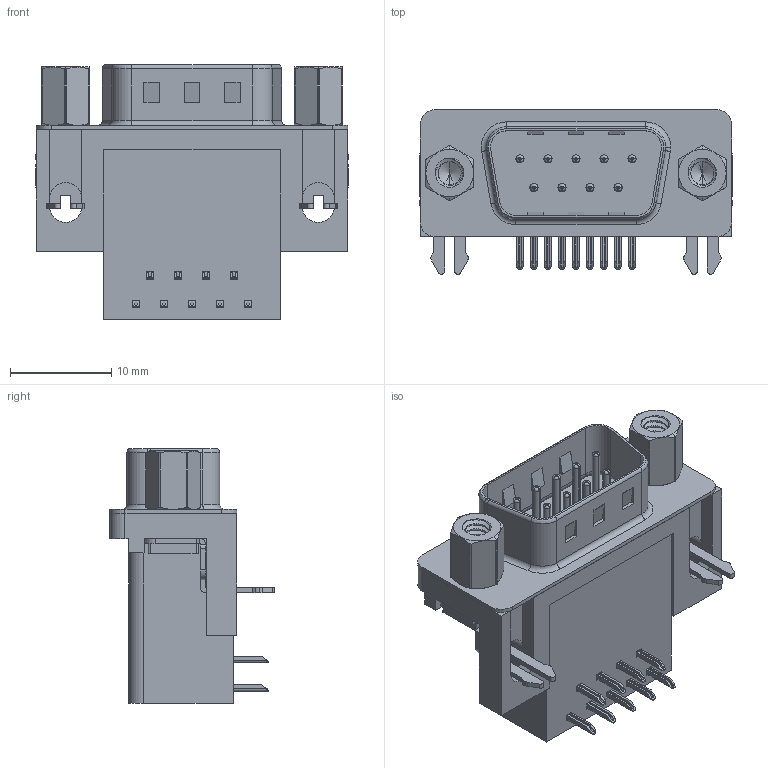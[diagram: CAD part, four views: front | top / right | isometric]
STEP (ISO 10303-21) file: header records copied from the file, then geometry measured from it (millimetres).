
FILE_DESCRIPTION (( 'STEP AP203' ), '1' );
FILE_NAME ('625-009-262-033.STEP', '2018-11-05T19:51:05', ( '' ), ( '' ), 'SwSTEP 2.0', 'SolidWorks 2016', '' );
FILE_SCHEMA (( 'CONFIG_CONTROL_DESIGN' ));
Length unit declared in the file: millimetre
Products named in the file (8): 625 Housing_9 Socket; 625 Shell_9 Socket; 625 Contact Bottom; 625 Contact Top; 625 2 Prong Board Lock; 625 4-40 Threaded Rivet; 625 4-40 Hex Standoff 5; 625-009-262-033
Assembly tree (17 placements, depth 2):
  625-009-262-033
    625 Housing_9 Socket
    625 Shell_9 Socket
    625 Contact Bottom  x4
    625 Contact Top  x5
    625 2 Prong Board Lock  x2
    625 4-40 Threaded Rivet  x2
    625 4-40 Hex Standoff 5  x2
Bounding box: 30.89 x 16.25 x 25.16 mm (x, y, z)
Volume: 4687.6 mm3; surface area: 5440.1 mm2
Topology: 17 solids, 17 shells, 1159 faces, 2953 edges, 1853 vertices
Faces by surface type: plane 627, cylinder 397, torus 85, cone 32, bspline 18
Entity records: 21778 total; most frequent: CARTESIAN_POINT 7513, ORIENTED_EDGE 2766, DIRECTION 2745, EDGE_CURVE 1383, AXIS2_PLACEMENT_3D 947, VERTEX_POINT 884, LINE 851, VECTOR 851
